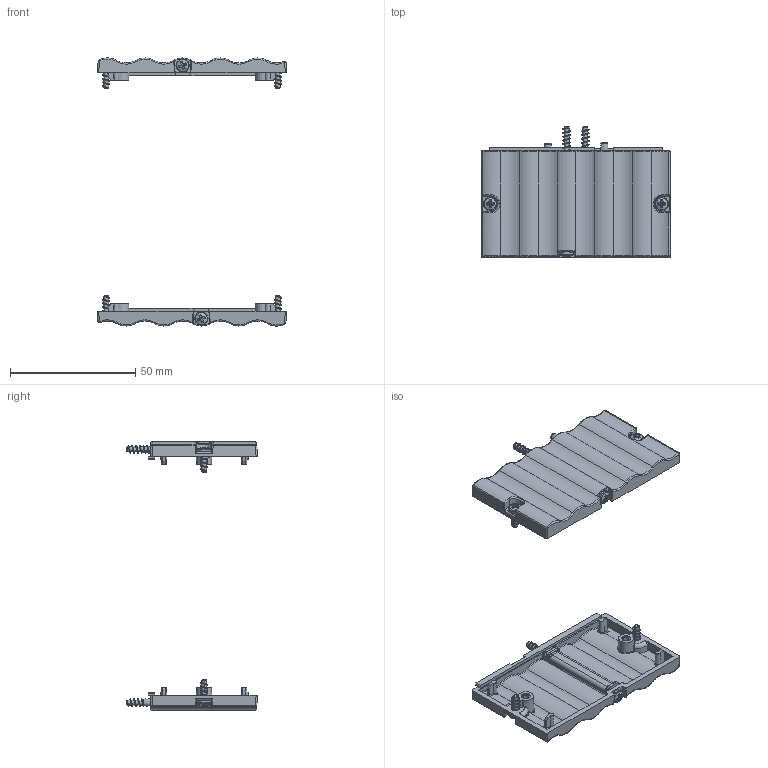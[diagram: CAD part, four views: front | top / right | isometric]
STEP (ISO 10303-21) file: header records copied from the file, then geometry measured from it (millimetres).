
FILE_DESCRIPTION(/* description */ (''),/* implementation_level */ '2;1');
FILE_NAME(/* name */ '87303200_ARM 75-42.stp',/* time_stamp */ '2022-08-02T10:18:52+02:00',/* author */ ('luedemann'),/* organization */ (''),/* preprocessor_version */ 'ST-DEVELOPER v18.1',/* originating_system */ 'Autodesk Inventor 2022',/* authorisation */ '');
FILE_SCHEMA (('AUTOMOTIVE_DESIGN { 1 0 10303 214 3 1 1 }'));
Length unit declared in the file: millimetre
Products named in the file (5): 87303200_ARM 75-42; 2602367_3D; 2602367_3Dsym; SHR Z KA30x8 WN 1412 mG_3Dsym_MIR1; SHR Z KA30x50x12 WN 1412 mG_3Dsym
Assembly tree (6 placements, depth 3):
  87303200_ARM 75-42
    2602367_3D  x2
      2602367_3Dsym
      SHR Z KA30x8 WN 1412 mG_3Dsym_MIR1
      SHR Z KA30x50x12 WN 1412 mG_3Dsym
Bounding box: 75.4 x 52.13 x 107 mm (x, y, z)
Volume: 18858.1 mm3; surface area: 21121.4 mm2
Topology: 8 solids, 8 shells, 980 faces, 2536 edges, 1556 vertices
Faces by surface type: cylinder 288, plane 264, bspline 188, torus 140, sphere 64, cone 36
Full cylindrical faces by diameter (mm): 2 x36, 2.4 x4, 3 x30, 3.2 x6, 3.5 x4, 5.3 x6
Entity records: 24728 total; most frequent: CARTESIAN_POINT 14295, ORIENTED_EDGE 2240, DIRECTION 2043, EDGE_CURVE 1120, AXIS2_PLACEMENT_3D 838, VERTEX_POINT 691, EDGE_LOOP 453, FACE_OUTER_BOUND 441
